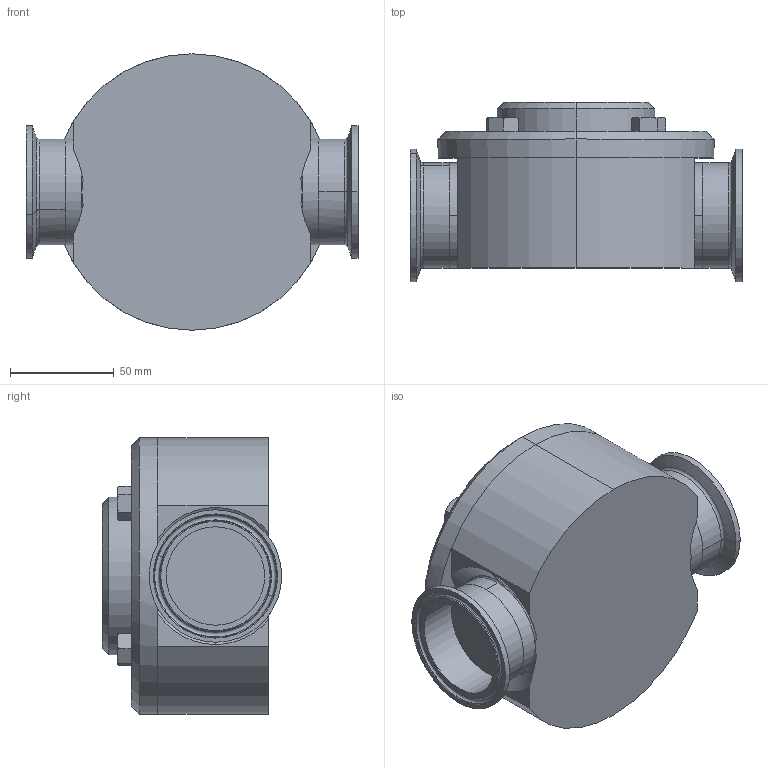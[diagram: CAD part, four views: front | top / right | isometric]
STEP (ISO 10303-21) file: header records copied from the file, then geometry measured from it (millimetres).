
FILE_DESCRIPTION (( 'STEP AP203' ), '1' );
FILE_NAME ('SHC-200-TRI-C.STEP', '2021-09-23T13:41:33', ( '' ), ( '' ), 'SwSTEP 2.0', 'SolidWorks 2018', '' );
FILE_SCHEMA (( 'CONFIG_CONTROL_DESIGN' ));
Length unit declared in the file: inch
Products named in the file (2): SHC-200-TRI-C
Bounding box: 160.2 x 86.54 x 133.35 mm (x, y, z)
Volume: 968593.1 mm3; surface area: 77976.2 mm2
Topology: 1 solids, 1 shells, 136 faces, 302 edges, 179 vertices
Faces by surface type: plane 45, cone 42, cylinder 27, torus 22
Entity records: 4140 total; most frequent: CARTESIAN_POINT 985, DIRECTION 663, ORIENTED_EDGE 604, EDGE_CURVE 302, AXIS2_PLACEMENT_3D 281, VERTEX_POINT 179, EDGE_LOOP 147, CIRCLE 143
